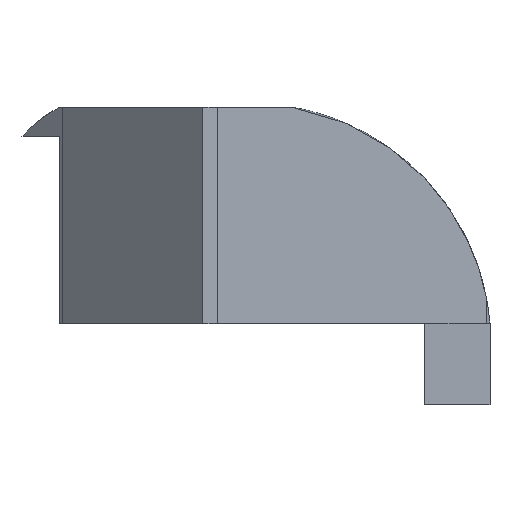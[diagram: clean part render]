
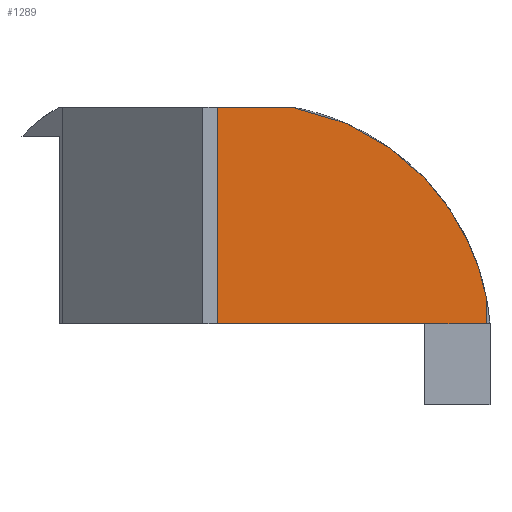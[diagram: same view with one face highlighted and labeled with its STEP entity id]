
A CAD part, front view. The second image highlights one B-rep face of the part: STEP entity #1289.
In plain terms, the highlighted planar face has unit normal (0.734, -0.679, 0).
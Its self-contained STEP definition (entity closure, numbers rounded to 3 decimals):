
#64=ELLIPSE('',#1391,24.346,16.536);
#142=FACE_OUTER_BOUND('',#211,.T.);
#211=EDGE_LOOP('',(#1139,#1140,#1141,#1142,#1143));
#242=LINE('',#1785,#379);
#334=LINE('',#2220,#471);
#351=LINE('',#2311,#488);
#352=LINE('',#2312,#489);
#379=VECTOR('',#1449,10.);
#471=VECTOR('',#1641,10.);
#488=VECTOR('',#1692,10.);
#489=VECTOR('',#1693,10.);
#516=VERTEX_POINT('',#1782);
#517=VERTEX_POINT('',#1784);
#604=VERTEX_POINT('',#2217);
#605=VERTEX_POINT('',#2219);
#619=VERTEX_POINT('',#2291);
#646=EDGE_CURVE('',#517,#516,#242,.T.);
#773=EDGE_CURVE('',#605,#604,#334,.T.);
#798=EDGE_CURVE('',#605,#619,#64,.T.);
#801=EDGE_CURVE('',#517,#604,#351,.T.);
#802=EDGE_CURVE('',#516,#619,#352,.T.);
#1139=ORIENTED_EDGE('',*,*,#773,.T.);
#1140=ORIENTED_EDGE('',*,*,#801,.F.);
#1141=ORIENTED_EDGE('',*,*,#646,.T.);
#1142=ORIENTED_EDGE('',*,*,#802,.T.);
#1143=ORIENTED_EDGE('',*,*,#798,.F.);
#1228=PLANE('',#1392);
#1289=ADVANCED_FACE('',(#142),#1228,.F.);
#1391=AXIS2_PLACEMENT_3D('',#2292,#1688,#1689);
#1392=AXIS2_PLACEMENT_3D('',#2310,#1690,#1691);
#1449=DIRECTION('',(0.679,0.734,0.));
#1641=DIRECTION('',(-0.679,-0.734,0.));
#1688=DIRECTION('center_axis',(-0.734,0.679,0.));
#1689=DIRECTION('ref_axis',(0.679,0.734,0.));
#1690=DIRECTION('center_axis',(-0.734,0.679,0.));
#1691=DIRECTION('ref_axis',(-0.679,-0.734,0.));
#1692=DIRECTION('',(0.,0.,1.));
#1693=DIRECTION('',(0.,0.,1.));
#1782=CARTESIAN_POINT('',(-118.959,20.47,3.1));
#1784=CARTESIAN_POINT('',(-137.471,0.466,3.1));
#1785=CARTESIAN_POINT('',(-114.753,25.015,3.1));
#2217=CARTESIAN_POINT('',(-137.471,0.466,18.));
#2219=CARTESIAN_POINT('',(-132.34,6.01,18.));
#2220=CARTESIAN_POINT('',(-114.753,25.015,18.));
#2291=CARTESIAN_POINT('',(-118.959,20.47,4.969));
#2292=CARTESIAN_POINT('Origin',(-135.17,2.952,1.708));
#2310=CARTESIAN_POINT('Origin',(-118.959,20.47,3.1));
#2311=CARTESIAN_POINT('',(-137.471,0.466,3.1));
#2312=CARTESIAN_POINT('',(-118.959,20.47,3.1));
